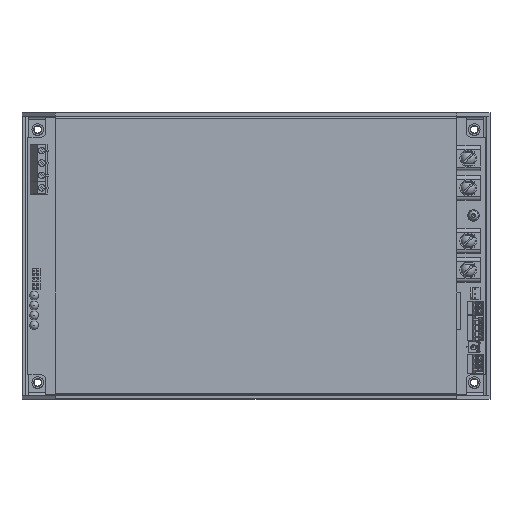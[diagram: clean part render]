
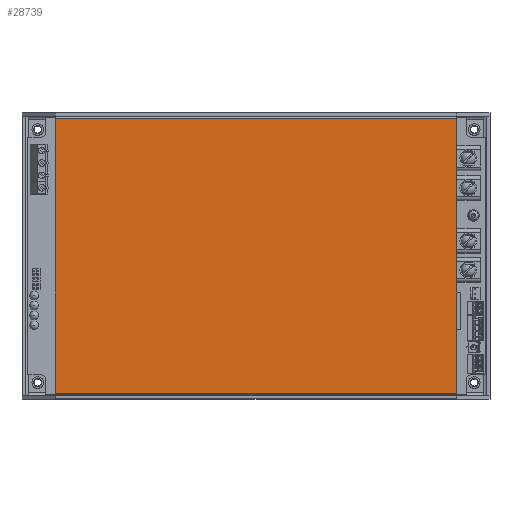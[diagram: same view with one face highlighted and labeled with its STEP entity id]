
A CAD part, top view. The second image highlights one B-rep face of the part: STEP entity #28739.
In plain terms, the highlighted face is planar.
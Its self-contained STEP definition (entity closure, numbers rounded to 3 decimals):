
#28739=ADVANCED_FACE('',(#50303),#50305,.F.);
#50303=FACE_BOUND('',#50304,.T.);
#50304=EDGE_LOOP('',(#64366,#64367,#64368,#64369));
#50305=PLANE('',#50306);
#50306=AXIS2_PLACEMENT_3D('',#50307,#50308,#50309);
#50307=CARTESIAN_POINT('',(0.,0.,0.));
#50308=DIRECTION('',(0.,0.,1.));
#50309=DIRECTION('',(1.,0.,0.));
#64366=ORIENTED_EDGE('',*,*,#71478,.T.);
#64367=ORIENTED_EDGE('',*,*,#71479,.F.);
#64368=ORIENTED_EDGE('',*,*,#71471,.T.);
#64369=ORIENTED_EDGE('',*,*,#71480,.F.);
#71471=EDGE_CURVE('',#83048,#83046,#83049,.T.);
#71478=EDGE_CURVE('',#83058,#83059,#83060,.T.);
#71479=EDGE_CURVE('',#83048,#83059,#83061,.T.);
#71480=EDGE_CURVE('',#83058,#83046,#83062,.T.);
#83046=VERTEX_POINT('',#115243);
#83048=VERTEX_POINT('',#115248);
#83049=LINE('',#115249,#115250);
#83058=VERTEX_POINT('',#115273);
#83059=VERTEX_POINT('',#115274);
#83060=LINE('',#115275,#115276);
#83061=LINE('',#115278,#115279);
#83062=LINE('',#115281,#115282);
#115243=CARTESIAN_POINT('',(243.,166.,0.));
#115248=CARTESIAN_POINT('',(0.,166.,0.));
#115249=CARTESIAN_POINT('',(0.,166.,0.));
#115250=VECTOR('',#115251,1.);
#115251=DIRECTION('',(1.,0.,0.));
#115273=CARTESIAN_POINT('',(243.,0.,0.));
#115274=CARTESIAN_POINT('',(0.,0.,0.));
#115275=CARTESIAN_POINT('',(243.,0.,0.));
#115276=VECTOR('',#115277,1.);
#115277=DIRECTION('',(-1.,0.,0.));
#115278=CARTESIAN_POINT('',(0.,166.,0.));
#115279=VECTOR('',#115280,1.);
#115280=DIRECTION('',(0.,-1.,0.));
#115281=CARTESIAN_POINT('',(243.,0.,0.));
#115282=VECTOR('',#115283,1.);
#115283=DIRECTION('',(0.,1.,0.));
